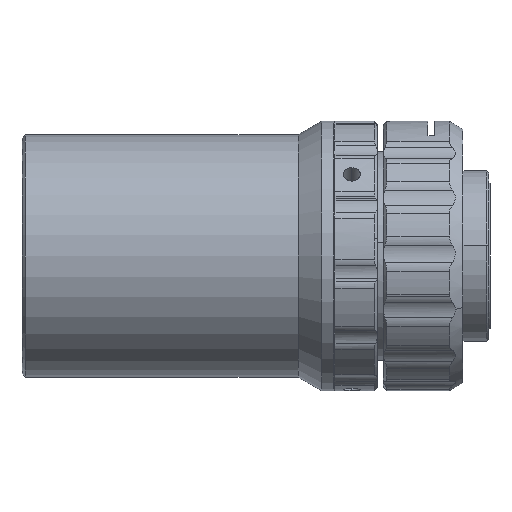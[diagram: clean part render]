
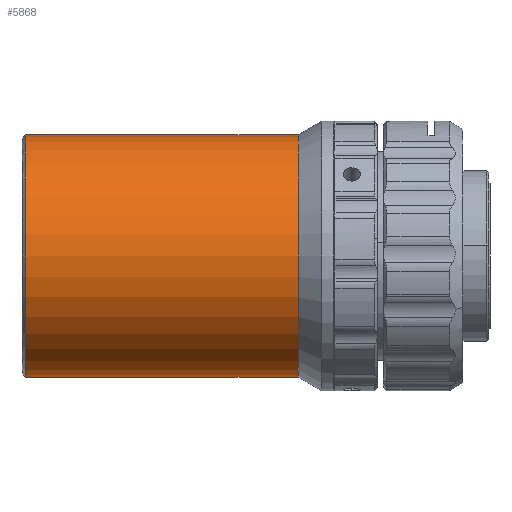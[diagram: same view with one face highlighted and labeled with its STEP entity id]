
A CAD part, front view. The second image highlights one B-rep face of the part: STEP entity #5868.
In plain terms, the highlighted cylindrical face has radius 18 mm (diameter 36 mm), a partial arc.
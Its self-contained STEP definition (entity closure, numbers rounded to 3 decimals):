
#377 = CARTESIAN_POINT ( 'NONE',  ( -4.9, 0., -18. ) ) ;
#408 = EDGE_CURVE ( 'NONE', #1711, #8956, #3104, .T. ) ;
#524 = DIRECTION ( 'NONE',  ( 1., 0., 0. ) ) ;
#840 = EDGE_CURVE ( 'NONE', #9033, #8956, #8692, .T. ) ;
#942 = FACE_OUTER_BOUND ( 'NONE', #4451, .T. ) ;
#976 = CARTESIAN_POINT ( 'NONE',  ( -4.9, 0., 18. ) ) ;
#1063 = CARTESIAN_POINT ( 'NONE',  ( 35.596, 0., 0. ) ) ;
#1098 = DIRECTION ( 'NONE',  ( 0., 0., 1. ) ) ;
#1227 = AXIS2_PLACEMENT_3D ( 'NONE', #1063, #2474, #1098 ) ;
#1411 = CIRCLE ( 'NONE', #1227, 18. ) ;
#1595 = EDGE_CURVE ( 'NONE', #8944, #9033, #5283, .T. ) ;
#1711 = VERTEX_POINT ( 'NONE', #2465 ) ;
#1938 = DIRECTION ( 'NONE',  ( 0., 0., -1. ) ) ;
#2465 = CARTESIAN_POINT ( 'NONE',  ( 35.596, 0., -18. ) ) ;
#2468 = CARTESIAN_POINT ( 'NONE',  ( 0., 0., 0. ) ) ;
#2474 = DIRECTION ( 'NONE',  ( -1., 0., 0. ) ) ;
#2475 = CARTESIAN_POINT ( 'NONE',  ( 35.596, 0., 18. ) ) ;
#3013 = CARTESIAN_POINT ( 'NONE',  ( 0., 0., 18. ) ) ;
#3104 = LINE ( 'NONE', #9119, #5961 ) ;
#3408 = VECTOR ( 'NONE', #8626, 1000. ) ;
#4134 = EDGE_CURVE ( 'NONE', #1711, #8944, #1411, .T. ) ;
#4451 = EDGE_LOOP ( 'NONE', ( #5611, #5720, #8776, #4700 ) ) ;
#4665 = DIRECTION ( 'NONE',  ( 0., 0., 1. ) ) ;
#4689 = AXIS2_PLACEMENT_3D ( 'NONE', #6142, #524, #1938 ) ;
#4700 = ORIENTED_EDGE ( 'NONE', *, *, #840, .T. ) ;
#4904 = DIRECTION ( 'NONE',  ( -1., 0., 0. ) ) ;
#5222 = DIRECTION ( 'NONE',  ( -1., 0., 0. ) ) ;
#5283 = LINE ( 'NONE', #3013, #3408 ) ;
#5298 = AXIS2_PLACEMENT_3D ( 'NONE', #2468, #5222, #4665 ) ;
#5611 = ORIENTED_EDGE ( 'NONE', *, *, #408, .F. ) ;
#5720 = ORIENTED_EDGE ( 'NONE', *, *, #4134, .T. ) ;
#5868 = ADVANCED_FACE ( 'NONE', ( #942 ), #6765, .T. ) ;
#5961 = VECTOR ( 'NONE', #4904, 1000. ) ;
#6142 = CARTESIAN_POINT ( 'NONE',  ( -4.9, 0., 0. ) ) ;
#6765 = CYLINDRICAL_SURFACE ( 'NONE', #5298, 18. ) ;
#8626 = DIRECTION ( 'NONE',  ( -1., 0., 0. ) ) ;
#8692 = CIRCLE ( 'NONE', #4689, 18. ) ;
#8776 = ORIENTED_EDGE ( 'NONE', *, *, #1595, .T. ) ;
#8944 = VERTEX_POINT ( 'NONE', #2475 ) ;
#8956 = VERTEX_POINT ( 'NONE', #377 ) ;
#9033 = VERTEX_POINT ( 'NONE', #976 ) ;
#9119 = CARTESIAN_POINT ( 'NONE',  ( 0., 0., -18. ) ) ;
